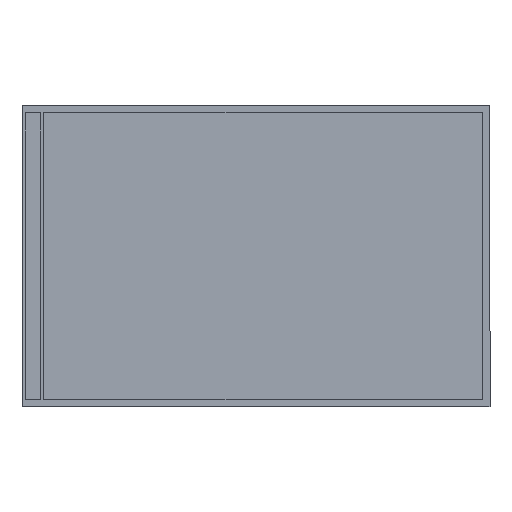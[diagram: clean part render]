
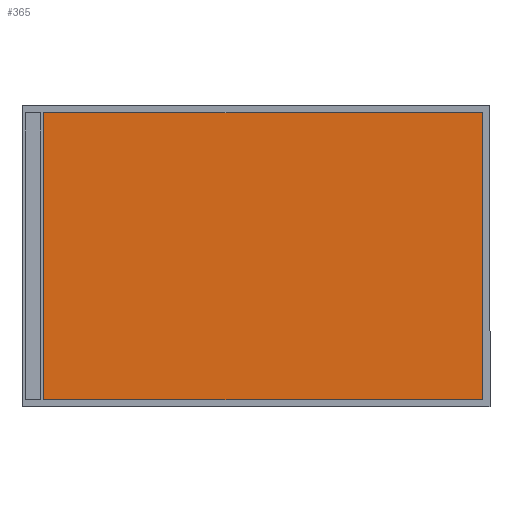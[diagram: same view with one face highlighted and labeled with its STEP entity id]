
A CAD part, top view. The second image highlights one B-rep face of the part: STEP entity #365.
In plain terms, the highlighted planar face has unit normal (0, 0, 1).
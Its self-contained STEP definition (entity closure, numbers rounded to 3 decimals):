
#60 = VERTEX_POINT ( 'NONE', #465 ) ;
#64 = LINE ( 'NONE', #1405, #206 ) ;
#94 = EDGE_LOOP ( 'NONE', ( #1008, #1115, #717, #447 ) ) ;
#111 = LINE ( 'NONE', #333, #1432 ) ;
#130 = CARTESIAN_POINT ( 'NONE',  ( 93.025, 59.413, 3.65 ) ) ;
#140 = EDGE_CURVE ( 'NONE', #169, #808, #153, .T. ) ;
#144 = VERTEX_POINT ( 'NONE', #492 ) ;
#153 = LINE ( 'NONE', #130, #740 ) ;
#169 = VERTEX_POINT ( 'NONE', #278 ) ;
#206 = VECTOR ( 'NONE', #1082, 1000. ) ;
#278 = CARTESIAN_POINT ( 'NONE',  ( 93.025, 1.372, 3.65 ) ) ;
#333 = CARTESIAN_POINT ( 'NONE',  ( 93.025, 59.413, 3.65 ) ) ;
#339 = EDGE_CURVE ( 'NONE', #60, #144, #64, .T. ) ;
#365 = ADVANCED_FACE ( 'NONE', ( #1301 ), #1186, .F. ) ;
#447 = ORIENTED_EDGE ( 'NONE', *, *, #1215, .T. ) ;
#465 = CARTESIAN_POINT ( 'NONE',  ( 4.395, 59.413, 3.65 ) ) ;
#492 = CARTESIAN_POINT ( 'NONE',  ( 4.395, 1.372, 3.65 ) ) ;
#520 = DIRECTION ( 'NONE',  ( 1., 0., 0. ) ) ;
#568 = EDGE_CURVE ( 'NONE', #808, #60, #111, .T. ) ;
#592 = DIRECTION ( 'NONE',  ( 0., 1., 0. ) ) ;
#644 = AXIS2_PLACEMENT_3D ( 'NONE', #1170, #1416, #1420 ) ;
#669 = DIRECTION ( 'NONE',  ( -1., 0., 0. ) ) ;
#717 = ORIENTED_EDGE ( 'NONE', *, *, #339, .T. ) ;
#740 = VECTOR ( 'NONE', #592, 1000. ) ;
#746 = CARTESIAN_POINT ( 'NONE',  ( 93.025, 1.372, 3.65 ) ) ;
#808 = VERTEX_POINT ( 'NONE', #820 ) ;
#820 = CARTESIAN_POINT ( 'NONE',  ( 93.025, 59.413, 3.65 ) ) ;
#859 = LINE ( 'NONE', #746, #914 ) ;
#914 = VECTOR ( 'NONE', #520, 1000. ) ;
#1008 = ORIENTED_EDGE ( 'NONE', *, *, #140, .T. ) ;
#1082 = DIRECTION ( 'NONE',  ( 0., -1., 0. ) ) ;
#1115 = ORIENTED_EDGE ( 'NONE', *, *, #568, .T. ) ;
#1170 = CARTESIAN_POINT ( 'NONE',  ( 0., 0., 3.65 ) ) ;
#1186 = PLANE ( 'NONE',  #644 ) ;
#1215 = EDGE_CURVE ( 'NONE', #144, #169, #859, .T. ) ;
#1301 = FACE_OUTER_BOUND ( 'NONE', #94, .T. ) ;
#1405 = CARTESIAN_POINT ( 'NONE',  ( 4.395, 59.413, 3.65 ) ) ;
#1416 = DIRECTION ( 'NONE',  ( 0., 0., -1. ) ) ;
#1420 = DIRECTION ( 'NONE',  ( -1., 0., 0. ) ) ;
#1432 = VECTOR ( 'NONE', #669, 1000. ) ;
